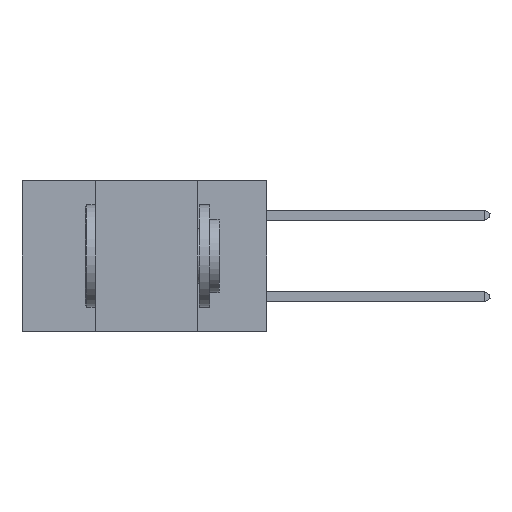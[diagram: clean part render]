
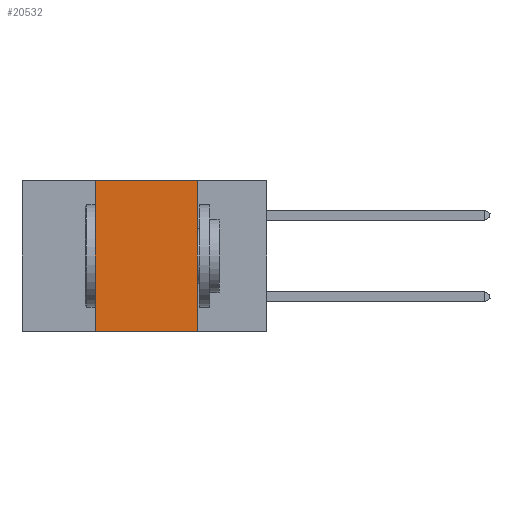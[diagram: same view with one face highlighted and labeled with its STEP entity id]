
A CAD part, left-side view. The second image highlights one B-rep face of the part: STEP entity #20532.
In plain terms, the highlighted planar face has unit normal (-1, 0, 0).
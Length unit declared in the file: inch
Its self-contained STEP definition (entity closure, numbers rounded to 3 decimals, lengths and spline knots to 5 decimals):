
#893 = VECTOR ( 'NONE', #12633, 39.37008 ) ;
#1247 = LINE ( 'NONE', #21308, #20412 ) ;
#1431 = ORIENTED_EDGE ( 'NONE', *, *, #11186, .F. ) ;
#1514 = VECTOR ( 'NONE', #17255, 39.37008 ) ;
#1523 = CARTESIAN_POINT ( 'NONE',  ( 0., 0.17, -0.37 ) ) ;
#1550 = CARTESIAN_POINT ( 'NONE',  ( 0., 0.6, 0. ) ) ;
#1841 = DIRECTION ( 'NONE',  ( 0., -1., 0. ) ) ;
#2659 = ORIENTED_EDGE ( 'NONE', *, *, #19915, .T. ) ;
#4379 = EDGE_LOOP ( 'NONE', ( #20587, #1431, #12058, #2659 ) ) ;
#4794 = DIRECTION ( 'NONE',  ( 0., -1., 0. ) ) ;
#6032 = LINE ( 'NONE', #18055, #893 ) ;
#6247 = CARTESIAN_POINT ( 'NONE',  ( 0., 0.17, 0. ) ) ;
#6328 = CARTESIAN_POINT ( 'NONE',  ( 0., 0.42, -0.37 ) ) ;
#6585 = LINE ( 'NONE', #23955, #15830 ) ;
#7645 = AXIS2_PLACEMENT_3D ( 'NONE', #1550, #20217, #9283 ) ;
#9268 = CARTESIAN_POINT ( 'NONE',  ( 0., 0.42, 0. ) ) ;
#9283 = DIRECTION ( 'NONE',  ( 0., 0., -1. ) ) ;
#10076 = VERTEX_POINT ( 'NONE', #12622 ) ;
#11186 = EDGE_CURVE ( 'NONE', #21098, #10076, #1247, .T. ) ;
#11681 = EDGE_CURVE ( 'NONE', #10076, #19141, #12134, .T. ) ;
#12058 = ORIENTED_EDGE ( 'NONE', *, *, #12141, .F. ) ;
#12134 = LINE ( 'NONE', #6247, #1514 ) ;
#12141 = EDGE_CURVE ( 'NONE', #20814, #21098, #6032, .T. ) ;
#12622 = CARTESIAN_POINT ( 'NONE',  ( 0., 0.17, 0. ) ) ;
#12633 = DIRECTION ( 'NONE',  ( 0., 0., 1. ) ) ;
#15830 = VECTOR ( 'NONE', #1841, 39.37008 ) ;
#17255 = DIRECTION ( 'NONE',  ( 0., 0., -1. ) ) ;
#18055 = CARTESIAN_POINT ( 'NONE',  ( 0., 0.42, 0. ) ) ;
#18389 = PLANE ( 'NONE',  #7645 ) ;
#19141 = VERTEX_POINT ( 'NONE', #1523 ) ;
#19915 = EDGE_CURVE ( 'NONE', #20814, #19141, #6585, .T. ) ;
#20217 = DIRECTION ( 'NONE',  ( 1., 0., 0. ) ) ;
#20412 = VECTOR ( 'NONE', #4794, 39.37008 ) ;
#20532 = ADVANCED_FACE ( 'NONE', ( #21438 ), #18389, .F. ) ;
#20587 = ORIENTED_EDGE ( 'NONE', *, *, #11681, .F. ) ;
#20814 = VERTEX_POINT ( 'NONE', #6328 ) ;
#21098 = VERTEX_POINT ( 'NONE', #9268 ) ;
#21308 = CARTESIAN_POINT ( 'NONE',  ( 0., 0.6, 0. ) ) ;
#21438 = FACE_OUTER_BOUND ( 'NONE', #4379, .T. ) ;
#23955 = CARTESIAN_POINT ( 'NONE',  ( 0., 0.6, -0.37 ) ) ;
